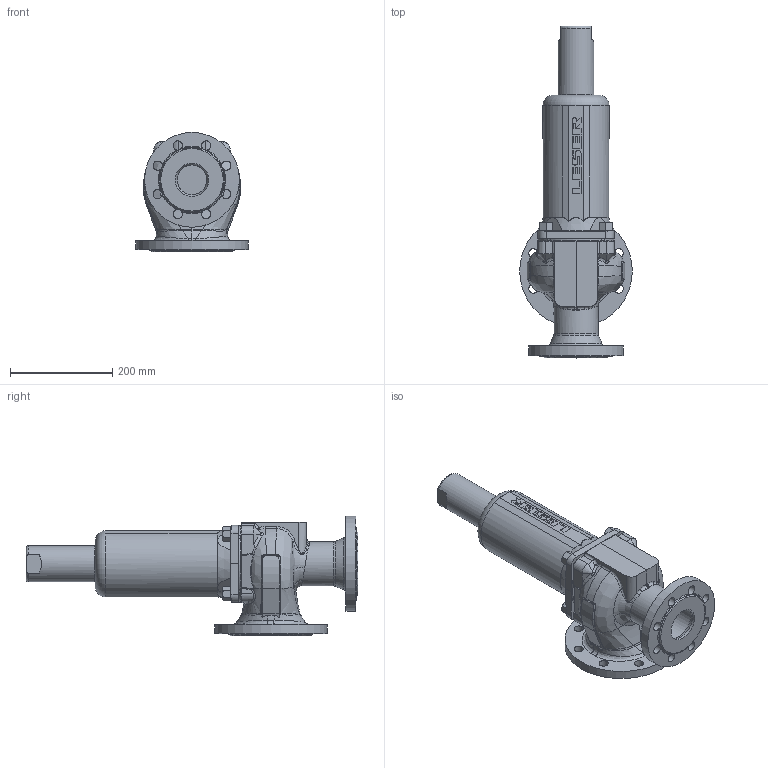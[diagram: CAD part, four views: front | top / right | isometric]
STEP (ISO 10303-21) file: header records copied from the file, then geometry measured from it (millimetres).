
FILE_DESCRIPTION(/* description */ (''),/* implementation_level */ '2;1');
FILE_NAME(/* name */ 'AT4580_106830.step',/* time_stamp */ '2025-08-07T15:06:34+02:00',/* author */ (''),/* organization */ (''),/* preprocessor_version */ 'ST-DEVELOPER v20.1',/* originating_system */ 'Autodesk Translation Framework v14.10.0.0',/* authorisation */ '');
FILE_SCHEMA (('AUTOMOTIVE_DESIGN { 1 0 10303 214 3 1 1 }'));
Products named in the file (5): 441-DN65-H2-PN40PN16_ASM; 109-1509-09-B01-PN40-PN16; 141-3109-04-B01; 151-3609-11-B01; M16_DIN934
Assembly tree (7 placements, depth 2):
  441-DN65-H2-PN40PN16_ASM
    109-1509-09-B01-PN40-PN16
    141-3109-04-B01
    M16_DIN934  x4
    151-3609-11-B01
Bounding box: 220 x 648 x 232.5 mm (x, y, z)
Volume: 6457049.2 mm3; surface area: 597945.7 mm2
Topology: 7 solids, 7 shells, 610 faces, 1549 edges, 955 vertices
Faces by surface type: bspline 194, plane 192, cylinder 117, cone 86, torus 15, sphere 6
Full cylindrical faces by diameter (mm): 16 x8, 18 x20, 24.117 x1, 44 x1, 56 x1, 58 x3, 60 x2, 65 x1, 69 x1, 70 x1, 86 x1, 100 x1, 103 x1, 110 x1, 118 x1, 130 x2, 185 x1, 220 x1
Entity records: 45889 total; most frequent: CARTESIAN_POINT 34232, ORIENTED_EDGE 2720, DIRECTION 2005, EDGE_CURVE 1360, VERTEX_POINT 841, AXIS2_PLACEMENT_3D 799, EDGE_LOOP 577, FACE_OUTER_BOUND 529
